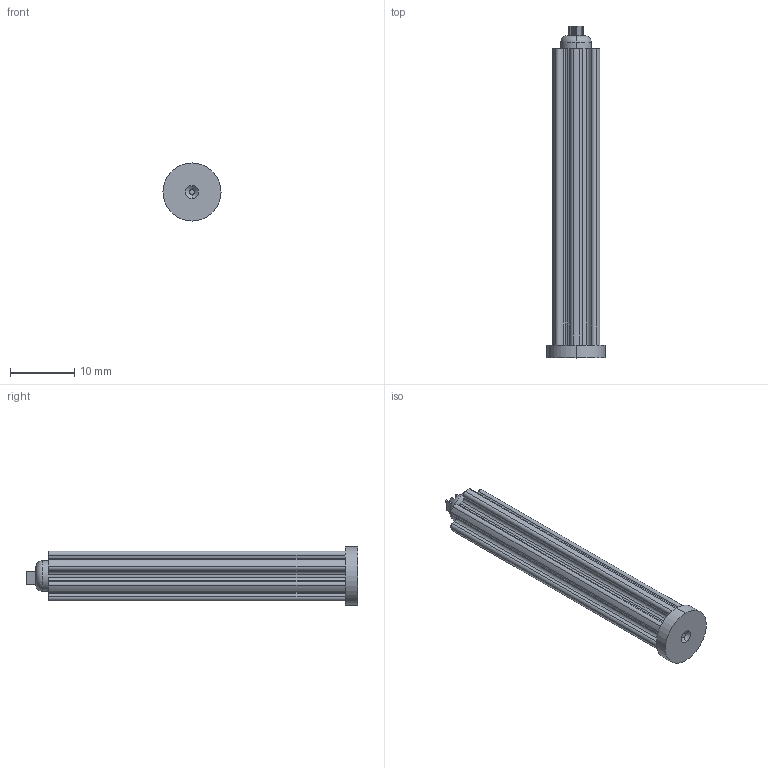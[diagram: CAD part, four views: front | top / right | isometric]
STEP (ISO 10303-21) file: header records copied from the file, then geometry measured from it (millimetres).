
FILE_DESCRIPTION (( 'STEP AP214' ), '1' );
FILE_NAME ('lego_shaft_small_head.STEP', '2024-03-06T08:29:41', ( '' ), ( '' ), 'SwSTEP 2.0', 'SolidWorks 2023', '' );
FILE_SCHEMA (( 'AUTOMOTIVE_DESIGN' ));
Length unit declared in the file: millimetre
Products named in the file (1): lego_shaft_small_head
Bounding box: 9 x 51.5 x 9 mm (x, y, z)
Volume: 1653.6 mm3; surface area: 1752 mm2
Topology: 1 solids, 2 shells, 89 faces, 247 edges, 164 vertices
Faces by surface type: plane 46, cylinder 39, torus 2, cone 2
Entity records: 2918 total; most frequent: CARTESIAN_POINT 531, DIRECTION 519, ORIENTED_EDGE 494, EDGE_CURVE 247, AXIS2_PLACEMENT_3D 192, VERTEX_POINT 164, LINE 135, VECTOR 135
